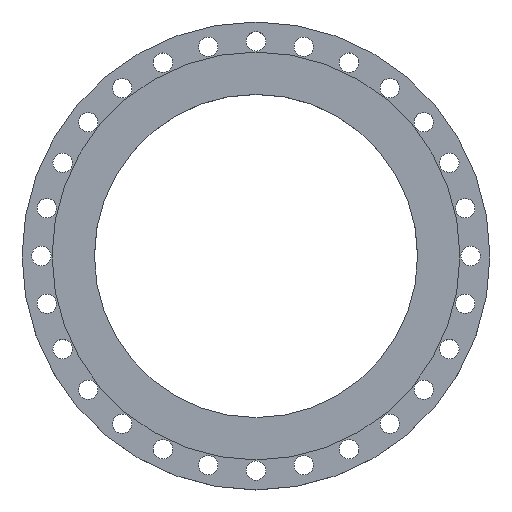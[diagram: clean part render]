
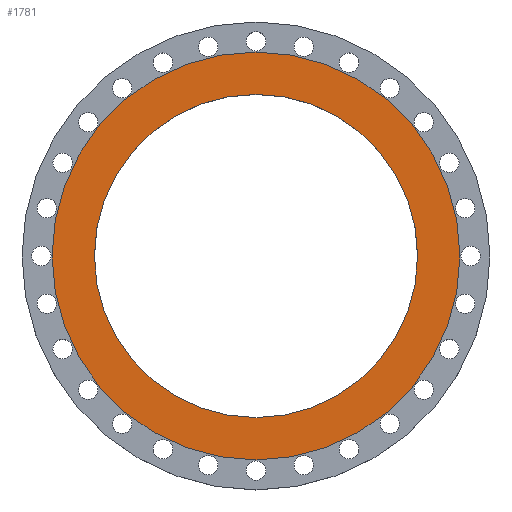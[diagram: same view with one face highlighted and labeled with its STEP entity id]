
A CAD part, top view. The second image highlights one B-rep face of the part: STEP entity #1781.
In plain terms, the highlighted planar face has unit normal (0, 0, 1).
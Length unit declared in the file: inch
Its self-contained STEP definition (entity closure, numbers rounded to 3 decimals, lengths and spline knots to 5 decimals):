
#16 = VERTEX_POINT ( 'NONE', #1755 ) ;
#23 = AXIS2_PLACEMENT_3D ( 'NONE', #722, #2107, #2148 ) ;
#72 = CARTESIAN_POINT ( 'NONE',  ( 0., 0., 0. ) ) ;
#79 = FACE_BOUND ( 'NONE', #572, .T. ) ;
#121 = DIRECTION ( 'NONE',  ( 1., 0., 0. ) ) ;
#172 = CARTESIAN_POINT ( 'NONE',  ( 15.625, 0., 0. ) ) ;
#219 = DIRECTION ( 'NONE',  ( 0., 0., 1. ) ) ;
#266 = EDGE_CURVE ( 'NONE', #856, #1888, #2254, .T. ) ;
#419 = ORIENTED_EDGE ( 'NONE', *, *, #431, .F. ) ;
#431 = EDGE_CURVE ( 'NONE', #16, #1432, #995, .T. ) ;
#472 = PLANE ( 'NONE',  #1689 ) ;
#512 = DIRECTION ( 'NONE',  ( 0., 0., 1. ) ) ;
#572 = EDGE_LOOP ( 'NONE', ( #1608, #419 ) ) ;
#630 = EDGE_CURVE ( 'NONE', #1888, #856, #1855, .T. ) ;
#683 = CARTESIAN_POINT ( 'NONE',  ( 19.71875, 0., 0. ) ) ;
#687 = DIRECTION ( 'NONE',  ( -1., 0., 0. ) ) ;
#722 = CARTESIAN_POINT ( 'NONE',  ( 0., 0., 0. ) ) ;
#812 = DIRECTION ( 'NONE',  ( 1., 0., 0. ) ) ;
#817 = ORIENTED_EDGE ( 'NONE', *, *, #630, .T. ) ;
#856 = VERTEX_POINT ( 'NONE', #683 ) ;
#995 = CIRCLE ( 'NONE', #1244, 15.625 ) ;
#1120 = CARTESIAN_POINT ( 'NONE',  ( 0., 15.625, 0. ) ) ;
#1201 = EDGE_CURVE ( 'NONE', #1432, #16, #2166, .T. ) ;
#1235 = CARTESIAN_POINT ( 'NONE',  ( 0., 0., 0. ) ) ;
#1244 = AXIS2_PLACEMENT_3D ( 'NONE', #72, #1447, #1485 ) ;
#1260 = ORIENTED_EDGE ( 'NONE', *, *, #266, .T. ) ;
#1432 = VERTEX_POINT ( 'NONE', #172 ) ;
#1447 = DIRECTION ( 'NONE',  ( 0., 0., 1. ) ) ;
#1485 = DIRECTION ( 'NONE',  ( 1., 0., 0. ) ) ;
#1518 = FACE_OUTER_BOUND ( 'NONE', #1783, .T. ) ;
#1608 = ORIENTED_EDGE ( 'NONE', *, *, #1201, .F. ) ;
#1689 = AXIS2_PLACEMENT_3D ( 'NONE', #1120, #1947, #687 ) ;
#1755 = CARTESIAN_POINT ( 'NONE',  ( -15.625, 0., 0. ) ) ;
#1781 = ADVANCED_FACE ( 'NONE', ( #79, #1518 ), #472, .F. ) ;
#1783 = EDGE_LOOP ( 'NONE', ( #1260, #817 ) ) ;
#1789 = CARTESIAN_POINT ( 'NONE',  ( 0., 0., 0. ) ) ;
#1855 = CIRCLE ( 'NONE', #23, 19.71875 ) ;
#1888 = VERTEX_POINT ( 'NONE', #2525 ) ;
#1947 = DIRECTION ( 'NONE',  ( 0., 0., -1. ) ) ;
#1994 = AXIS2_PLACEMENT_3D ( 'NONE', #1235, #219, #812 ) ;
#2107 = DIRECTION ( 'NONE',  ( 0., 0., 1. ) ) ;
#2148 = DIRECTION ( 'NONE',  ( 1., 0., 0. ) ) ;
#2166 = CIRCLE ( 'NONE', #1994, 15.625 ) ;
#2209 = AXIS2_PLACEMENT_3D ( 'NONE', #1789, #512, #121 ) ;
#2254 = CIRCLE ( 'NONE', #2209, 19.71875 ) ;
#2525 = CARTESIAN_POINT ( 'NONE',  ( -19.71875, 0., 0. ) ) ;
